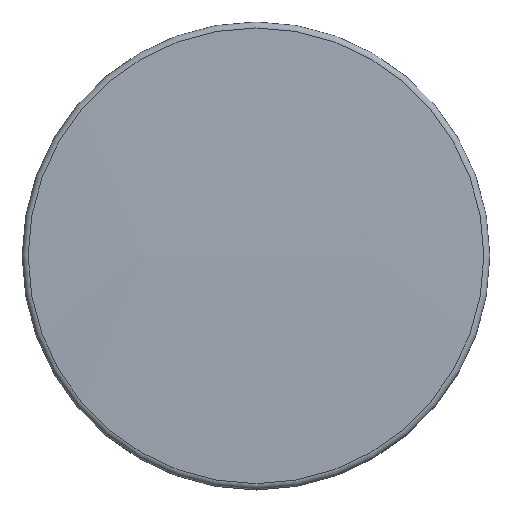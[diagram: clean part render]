
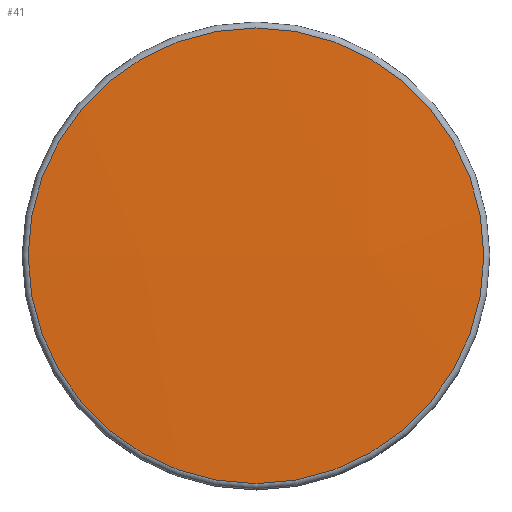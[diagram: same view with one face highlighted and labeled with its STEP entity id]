
A CAD part, top view. The second image highlights one B-rep face of the part: STEP entity #41.
In plain terms, the highlighted spherical face has radius 750 mm.
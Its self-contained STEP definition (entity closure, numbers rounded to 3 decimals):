
#28 = DIRECTION ( 'NONE',  ( 1., 0., 0. ) ) ;
#41 = ADVANCED_FACE ( 'NONE', ( #304 ), #144, .T. ) ;
#90 = CARTESIAN_POINT ( 'NONE',  ( 29.231, 28.43, 0. ) ) ;
#107 = AXIS2_PLACEMENT_3D ( 'NONE', #231, #143, #111 ) ;
#111 = DIRECTION ( 'NONE',  ( 1., 0., 0. ) ) ;
#129 = VERTEX_POINT ( 'NONE', #90 ) ;
#131 = EDGE_LOOP ( 'NONE', ( #208 ) ) ;
#143 = DIRECTION ( 'NONE',  ( 0., 0., 1. ) ) ;
#144 = SPHERICAL_SURFACE ( 'NONE', #107, 750. ) ;
#159 = EDGE_CURVE ( 'NONE', #129, #129, #222, .T. ) ;
#204 = AXIS2_PLACEMENT_3D ( 'NONE', #348, #218, #28 ) ;
#208 = ORIENTED_EDGE ( 'NONE', *, *, #159, .T. ) ;
#218 = DIRECTION ( 'NONE',  ( 0., 1., 0. ) ) ;
#222 = CIRCLE ( 'NONE', #204, 29.231 ) ;
#231 = CARTESIAN_POINT ( 'NONE',  ( 0., -721., 0. ) ) ;
#304 = FACE_OUTER_BOUND ( 'NONE', #131, .T. ) ;
#348 = CARTESIAN_POINT ( 'NONE',  ( 0., 28.43, 0. ) ) ;
